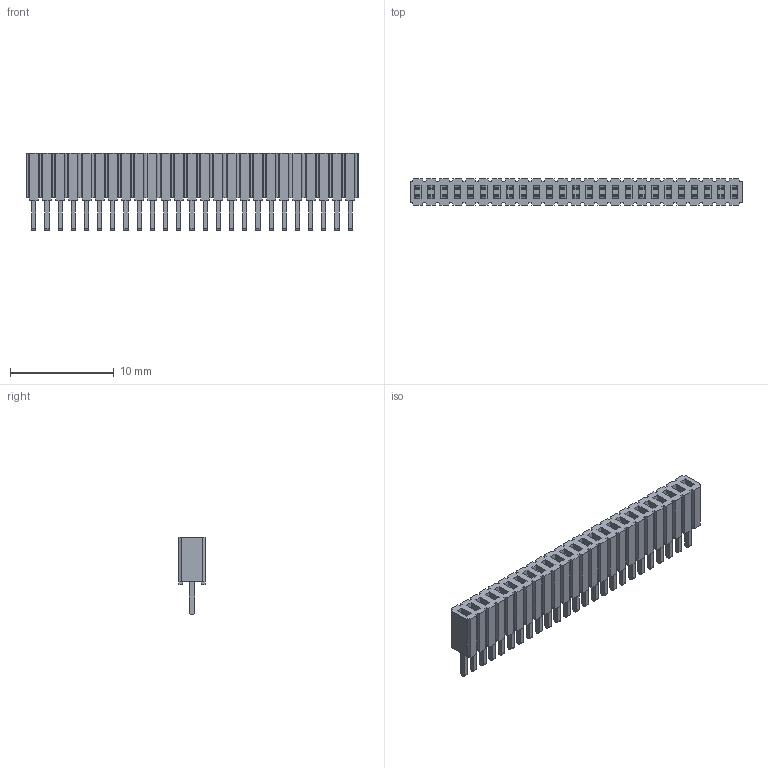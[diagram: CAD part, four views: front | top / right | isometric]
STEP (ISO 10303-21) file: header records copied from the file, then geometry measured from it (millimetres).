
FILE_DESCRIPTION(('FreeCAD Model'),'2;1');
FILE_NAME('Open CASCADE Shape Model','2025-01-08T13:22:36',(''),(''), 'Open CASCADE STEP processor 7.8','FreeCAD','Unknown');
FILE_SCHEMA(('AUTOMOTIVE_DESIGN { 1 0 10303 214 1 1 1 1 }'));
Length unit declared in the file: millimetre
Products named in the file (2): SLM-125-01-S_socket; C-29-01-25-S
Bounding box: 31.98 x 2.54 x 7.49 mm (x, y, z)
Volume: 305.2 mm3; surface area: 1389.5 mm2
Topology: 2 solids, 2 shells, 916 faces, 2486 edges, 1624 vertices
Faces by surface type: plane 891, cylinder 25
Entity records: 28180 total; most frequent: CARTESIAN_POINT 5027, ORIENTED_EDGE 4972, DIRECTION 4370, EDGE_CURVE 2486, LINE 2436, VECTOR 2436, VERTEX_POINT 1624, AXIS2_PLACEMENT_3D 967
